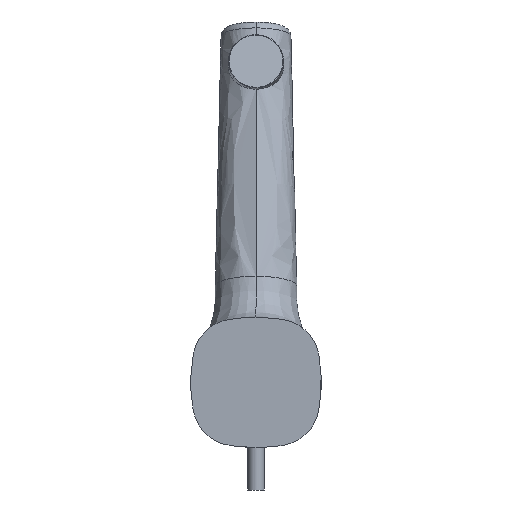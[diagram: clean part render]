
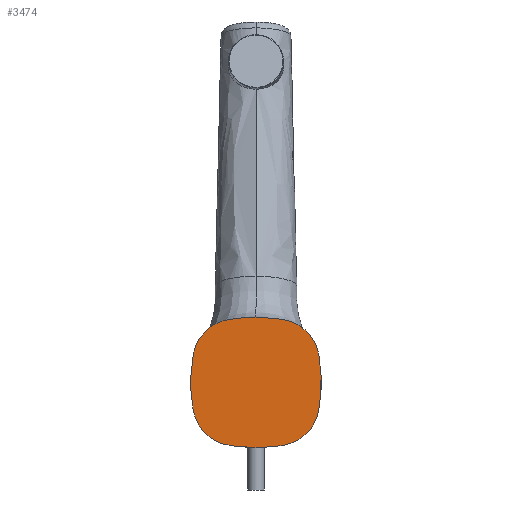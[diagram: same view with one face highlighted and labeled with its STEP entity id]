
A CAD part, front view. The second image highlights one B-rep face of the part: STEP entity #3474.
In plain terms, the highlighted planar face has unit normal (0, -1, 0).
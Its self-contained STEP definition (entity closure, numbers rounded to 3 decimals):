
#41 = EDGE_CURVE ( 'NONE', #3498, #4937, #3607, .T. ) ;
#273 = CARTESIAN_POINT ( 'NONE',  ( -11.746, 0.104, -23.075 ) ) ;
#294 = CARTESIAN_POINT ( 'NONE',  ( -24.25, 0.104, 0.012 ) ) ;
#312 = CARTESIAN_POINT ( 'NONE',  ( -6.696, 0.104, 23.961 ) ) ;
#319 = FACE_OUTER_BOUND ( 'NONE', #4153, .T. ) ;
#528 = B_SPLINE_CURVE_WITH_KNOTS ( 'NONE', 3,
 ( #2418, #5284, #2849, #273, #3273, #723, #3725, #1176, #4148, #1618, #4526, #2041, #4909, #2437, #5301, #2865, #294, #3294, #744, #3746, #1195, #4168, #1636, #4547, #2062, #4929, #2457, #5313, #2884, #312, #3313, #765 ),
 .UNSPECIFIED., .F., .F.,
 ( 4, 2, 2, 2, 2, 2, 2, 2, 2, 2, 2, 2, 2, 2, 2, 4 ),
 ( 0., 0.123, 0.186, 0.25, 0.25, 0.314, 0.377, 0.5, 0.5, 0.623, 0.686, 0.75, 0.75, 0.814, 0.877, 1. ),
 .UNSPECIFIED. ) ;
#723 = CARTESIAN_POINT ( 'NONE',  ( -16.287, 0.104, -21.09 ) ) ;
#744 = CARTESIAN_POINT ( 'NONE',  ( -23.959, 0.104, 6.717 ) ) ;
#765 = CARTESIAN_POINT ( 'NONE',  ( 0., 0.104, 24.25 ) ) ;
#1010 = PLANE ( 'NONE',  #5233 ) ;
#1176 = CARTESIAN_POINT ( 'NONE',  ( -18.881, 0.104, -18.873 ) ) ;
#1195 = CARTESIAN_POINT ( 'NONE',  ( -22.649, 0.104, 13.17 ) ) ;
#1460 = DIRECTION ( 'NONE',  ( 0., -1., 0. ) ) ;
#1618 = CARTESIAN_POINT ( 'NONE',  ( -20.126, 0.104, -17.626 ) ) ;
#1636 = CARTESIAN_POINT ( 'NONE',  ( -20.111, 0.104, 17.646 ) ) ;
#1944 = CARTESIAN_POINT ( 'NONE',  ( 0., 0.104, 24.25 ) ) ;
#2041 = CARTESIAN_POINT ( 'NONE',  ( -22.66, 0.104, -13.142 ) ) ;
#2062 = CARTESIAN_POINT ( 'NONE',  ( -18.868, 0.104, 18.886 ) ) ;
#2128 = CARTESIAN_POINT ( 'NONE',  ( 21.087, 0.104, 16.292 ) ) ;
#2418 = CARTESIAN_POINT ( 'NONE',  ( 0., 0.104, -24.25 ) ) ;
#2419 = CARTESIAN_POINT ( 'NONE',  ( 18.868, 0.104, 18.886 ) ) ;
#2437 = CARTESIAN_POINT ( 'NONE',  ( -23.962, 0.104, -6.693 ) ) ;
#2457 = CARTESIAN_POINT ( 'NONE',  ( -16.271, 0.104, 21.101 ) ) ;
#2849 = CARTESIAN_POINT ( 'NONE',  ( -6.707, 0.104, -23.96 ) ) ;
#2865 = CARTESIAN_POINT ( 'NONE',  ( -24.25, 0.104, 0.011 ) ) ;
#2884 = CARTESIAN_POINT ( 'NONE',  ( -11.73, 0.104, 23.078 ) ) ;
#3273 = CARTESIAN_POINT ( 'NONE',  ( -13.164, 0.104, -22.652 ) ) ;
#3294 = CARTESIAN_POINT ( 'NONE',  ( -24.249, 0.104, 3.397 ) ) ;
#3313 = CARTESIAN_POINT ( 'NONE',  ( -3.379, 0.104, 24.25 ) ) ;
#3428 = CARTESIAN_POINT ( 'NONE',  ( 23.073, 0.104, 11.751 ) ) ;
#3474 = ADVANCED_FACE ( 'NONE', ( #319 ), #1010, .T. ) ;
#3498 = VERTEX_POINT ( 'NONE', #1944 ) ;
#3569 = CARTESIAN_POINT ( 'NONE',  ( 22.649, 0.104, 13.17 ) ) ;
#3607 = B_SPLINE_CURVE_WITH_KNOTS ( 'NONE', 3,
 ( #4934, #5023, #4378, #4624, #5006, #4719, #3740, #5032, #2419, #3699, #2128, #3569, #3428, #4778, #5110, #5146, #4154, #5115, #5304, #5241, #5295, #5211, #5094, #5354, #5410, #5406, #5229, #5274, #5268, #5285, #5192, #5254 ),
 .UNSPECIFIED., .F., .F.,
 ( 4, 2, 2, 2, 2, 2, 2, 2, 2, 2, 2, 2, 2, 2, 2, 4 ),
 ( 0., 0.123, 0.186, 0.25, 0.25, 0.314, 0.377, 0.5, 0.5, 0.623, 0.686, 0.75, 0.75, 0.814, 0.877, 1. ),
 .UNSPECIFIED. ) ;
#3699 = CARTESIAN_POINT ( 'NONE',  ( 20.111, 0.104, 17.646 ) ) ;
#3725 = CARTESIAN_POINT ( 'NONE',  ( -17.64, 0.104, -20.115 ) ) ;
#3740 = CARTESIAN_POINT ( 'NONE',  ( 17.625, 0.104, 20.127 ) ) ;
#3746 = CARTESIAN_POINT ( 'NONE',  ( -23.073, 0.104, 11.751 ) ) ;
#3778 = ORIENTED_EDGE ( 'NONE', *, *, #41, .F. ) ;
#3836 = CARTESIAN_POINT ( 'NONE',  ( 0., 0.104, -24.25 ) ) ;
#3998 = CARTESIAN_POINT ( 'NONE',  ( -24.251, 0.104, -24.25 ) ) ;
#4102 = ORIENTED_EDGE ( 'NONE', *, *, #4657, .F. ) ;
#4148 = CARTESIAN_POINT ( 'NONE',  ( -18.884, 0.104, -18.871 ) ) ;
#4153 = EDGE_LOOP ( 'NONE', ( #4102, #3778 ) ) ;
#4154 = CARTESIAN_POINT ( 'NONE',  ( 24.25, 0.104, 0.011 ) ) ;
#4168 = CARTESIAN_POINT ( 'NONE',  ( -21.087, 0.104, 16.292 ) ) ;
#4378 = CARTESIAN_POINT ( 'NONE',  ( 6.696, 0.104, 23.961 ) ) ;
#4387 = DIRECTION ( 'NONE',  ( 1., 0., 0.02 ) ) ;
#4526 = CARTESIAN_POINT ( 'NONE',  ( -21.101, 0.104, -16.271 ) ) ;
#4547 = CARTESIAN_POINT ( 'NONE',  ( -18.868, 0.104, 18.886 ) ) ;
#4624 = CARTESIAN_POINT ( 'NONE',  ( 11.73, 0.104, 23.078 ) ) ;
#4657 = EDGE_CURVE ( 'NONE', #4937, #3498, #528, .T. ) ;
#4719 = CARTESIAN_POINT ( 'NONE',  ( 16.271, 0.104, 21.101 ) ) ;
#4778 = CARTESIAN_POINT ( 'NONE',  ( 23.959, 0.104, 6.717 ) ) ;
#4909 = CARTESIAN_POINT ( 'NONE',  ( -23.078, 0.104, -11.73 ) ) ;
#4929 = CARTESIAN_POINT ( 'NONE',  ( -17.625, 0.104, 20.127 ) ) ;
#4934 = CARTESIAN_POINT ( 'NONE',  ( 0., 0.104, 24.25 ) ) ;
#4937 = VERTEX_POINT ( 'NONE', #3836 ) ;
#5006 = CARTESIAN_POINT ( 'NONE',  ( 13.142, 0.104, 22.66 ) ) ;
#5023 = CARTESIAN_POINT ( 'NONE',  ( 3.379, 0.104, 24.25 ) ) ;
#5032 = CARTESIAN_POINT ( 'NONE',  ( 18.868, 0.104, 18.886 ) ) ;
#5094 = CARTESIAN_POINT ( 'NONE',  ( 20.126, 0.104, -17.626 ) ) ;
#5110 = CARTESIAN_POINT ( 'NONE',  ( 24.249, 0.104, 3.397 ) ) ;
#5115 = CARTESIAN_POINT ( 'NONE',  ( 24.251, 0.104, -3.373 ) ) ;
#5146 = CARTESIAN_POINT ( 'NONE',  ( 24.25, 0.104, 0.012 ) ) ;
#5192 = CARTESIAN_POINT ( 'NONE',  ( 3.385, 0.104, -24.25 ) ) ;
#5211 = CARTESIAN_POINT ( 'NONE',  ( 21.101, 0.104, -16.271 ) ) ;
#5229 = CARTESIAN_POINT ( 'NONE',  ( 16.287, 0.104, -21.09 ) ) ;
#5233 = AXIS2_PLACEMENT_3D ( 'NONE', #3998, #1460, #4387 ) ;
#5241 = CARTESIAN_POINT ( 'NONE',  ( 23.078, 0.104, -11.73 ) ) ;
#5254 = CARTESIAN_POINT ( 'NONE',  ( 0., 0.104, -24.25 ) ) ;
#5268 = CARTESIAN_POINT ( 'NONE',  ( 11.746, 0.104, -23.075 ) ) ;
#5274 = CARTESIAN_POINT ( 'NONE',  ( 13.164, 0.104, -22.652 ) ) ;
#5284 = CARTESIAN_POINT ( 'NONE',  ( -3.385, 0.104, -24.25 ) ) ;
#5285 = CARTESIAN_POINT ( 'NONE',  ( 6.707, 0.104, -23.96 ) ) ;
#5295 = CARTESIAN_POINT ( 'NONE',  ( 22.66, 0.104, -13.142 ) ) ;
#5301 = CARTESIAN_POINT ( 'NONE',  ( -24.251, 0.104, -3.373 ) ) ;
#5304 = CARTESIAN_POINT ( 'NONE',  ( 23.962, 0.104, -6.693 ) ) ;
#5313 = CARTESIAN_POINT ( 'NONE',  ( -13.142, 0.104, 22.66 ) ) ;
#5354 = CARTESIAN_POINT ( 'NONE',  ( 18.884, 0.104, -18.871 ) ) ;
#5406 = CARTESIAN_POINT ( 'NONE',  ( 17.64, 0.104, -20.115 ) ) ;
#5410 = CARTESIAN_POINT ( 'NONE',  ( 18.881, 0.104, -18.873 ) ) ;
